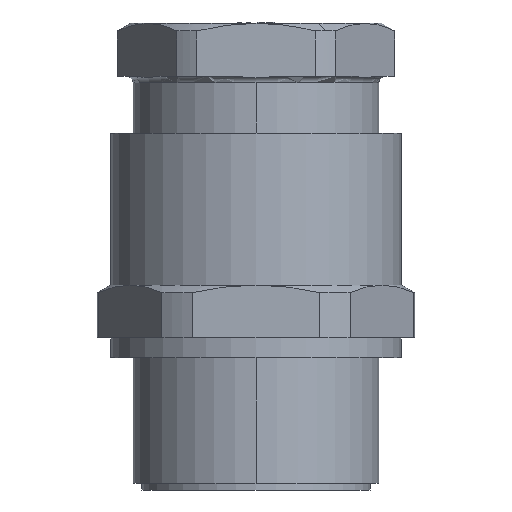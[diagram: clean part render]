
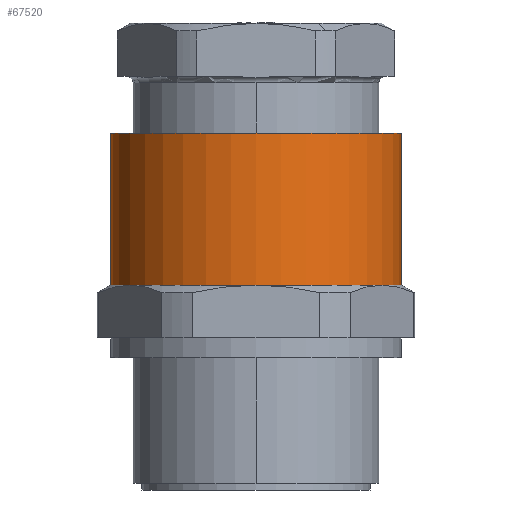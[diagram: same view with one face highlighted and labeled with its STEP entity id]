
A CAD part, front view. The second image highlights one B-rep face of the part: STEP entity #67520.
In plain terms, the highlighted cylindrical face has radius 11 mm (diameter 22 mm), a partial arc.
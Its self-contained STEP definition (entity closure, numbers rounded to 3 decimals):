
#210=CARTESIAN_POINT('',(8.9,30.8,0.));
#220=DIRECTION('',(0.,0.,1.));
#230=DIRECTION('',(1.,0.,0.));
#240=AXIS2_PLACEMENT_3D('',#210,#220,#230);
#250=CIRCLE('',#240,11.);
#260=CARTESIAN_POINT('',(19.9,30.8,0.));
#270=VERTEX_POINT('',#260);
#280=CARTESIAN_POINT('',(-2.1,30.8,0.));
#290=VERTEX_POINT('',#280);
#320=EDGE_CURVE('',#290,#270,#250,.T.);
#41820=CARTESIAN_POINT('',(19.9,30.8,0.));
#41830=DIRECTION('',(0.,0.,1.));
#41840=VECTOR('',#41830,1.);
#41850=LINE('',#41820,#41840);
#41860=CARTESIAN_POINT('',(19.9,30.8,-11.5));
#41870=VERTEX_POINT('',#41860);
#41880=EDGE_CURVE('',#41870,#270,#41850,.T.);
#41910=CARTESIAN_POINT('',(-2.1,30.8,0.));
#41920=DIRECTION('',(0.,0.,1.));
#41930=VECTOR('',#41920,1.);
#41940=LINE('',#41910,#41930);
#41950=CARTESIAN_POINT('',(-2.1,30.8,-11.5));
#41960=VERTEX_POINT('',#41950);
#41970=EDGE_CURVE('',#41960,#290,#41940,.T.);
#41990=CARTESIAN_POINT('',(8.9,30.8,-11.5));
#42000=DIRECTION('',(0.,0.,1.));
#42010=DIRECTION('',(1.,0.,0.));
#42020=AXIS2_PLACEMENT_3D('',#41990,#42000,#42010);
#42030=CIRCLE('',#42020,11.);
#42760=CARTESIAN_POINT('',(8.9,19.8,-11.5));
#42770=VERTEX_POINT('',#42760);
#46620=CARTESIAN_POINT('',(18.426,25.3,-11.5));
#46630=VERTEX_POINT('',#46620);
#50490=CARTESIAN_POINT('',(-0.626,25.3,-11.5));
#50500=VERTEX_POINT('',#50490);
#51100=EDGE_CURVE('',#46630,#41870,#42030,.T.);
#51380=EDGE_CURVE('',#50500,#42770,#42030,.T.);
#51440=EDGE_CURVE('',#42770,#46630,#42030,.T.);
#67080=CARTESIAN_POINT('',(8.9,30.8,0.));
#67090=DIRECTION('',(0.,0.,1.));
#67100=DIRECTION('',(1.,0.,0.));
#67110=AXIS2_PLACEMENT_3D('',#67080,#67090,#67100);
#67120=CYLINDRICAL_SURFACE('',#67110,11.);
#67230=EDGE_CURVE('',#41960,#50500,#42030,.T.);
#67430=ORIENTED_EDGE('',*,*,#41880,.T.);
#67440=ORIENTED_EDGE('',*,*,#51100,.T.);
#67450=ORIENTED_EDGE('',*,*,#51440,.T.);
#67460=ORIENTED_EDGE('',*,*,#51380,.T.);
#67470=ORIENTED_EDGE('',*,*,#67230,.T.);
#67480=ORIENTED_EDGE('',*,*,#41970,.F.);
#67490=ORIENTED_EDGE('',*,*,#320,.F.);
#67500=EDGE_LOOP('',(#67490,#67480,#67470,#67460,#67450,#67440,#67430));
#67510=FACE_OUTER_BOUND('',#67500,.T.);
#67520=ADVANCED_FACE('',(#67510),#67120,.T.);
